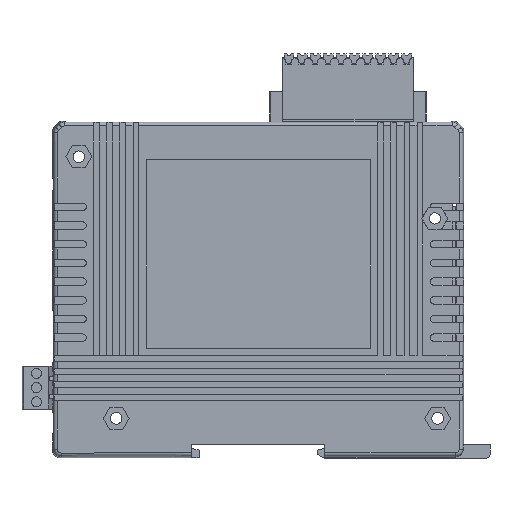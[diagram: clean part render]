
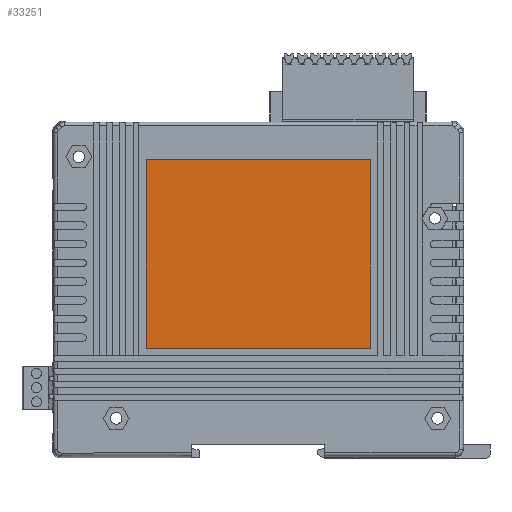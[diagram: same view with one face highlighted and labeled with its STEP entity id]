
A CAD part, left-side view. The second image highlights one B-rep face of the part: STEP entity #33251.
In plain terms, the highlighted face is planar.
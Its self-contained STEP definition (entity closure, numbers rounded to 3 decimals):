
#2337 = LINE ( 'NONE', #13840, #53803 ) ;
#4440 = LINE ( 'NONE', #23235, #92960 ) ;
#7156 = DIRECTION ( 'NONE',  ( 0., 0., 1. ) ) ;
#7562 = CARTESIAN_POINT ( 'NONE',  ( -89.392, -16.894, -70.429 ) ) ;
#12942 = ORIENTED_EDGE ( 'NONE', *, *, #72369, .F. ) ;
#13840 = CARTESIAN_POINT ( 'NONE',  ( -29.392, -16.894, -19.971 ) ) ;
#15224 = AXIS2_PLACEMENT_3D ( 'NONE', #44740, #90198, #7156 ) ;
#19577 = CARTESIAN_POINT ( 'NONE',  ( -29.392, -16.894, -70.429 ) ) ;
#20854 = DIRECTION ( 'NONE',  ( -1., 0., 0. ) ) ;
#22669 = CARTESIAN_POINT ( 'NONE',  ( -29.392, -16.894, -70.429 ) ) ;
#23235 = CARTESIAN_POINT ( 'NONE',  ( -29.392, -16.894, -19.971 ) ) ;
#25952 = FACE_OUTER_BOUND ( 'NONE', #44530, .T. ) ;
#30830 = VERTEX_POINT ( 'NONE', #7562 ) ;
#33251 = ADVANCED_FACE ( 'NONE', ( #25952 ), #52039, .T. ) ;
#36488 = LINE ( 'NONE', #74055, #54316 ) ;
#44530 = EDGE_LOOP ( 'NONE', ( #101891, #70280, #74912, #12942 ) ) ;
#44740 = CARTESIAN_POINT ( 'NONE',  ( -29.392, -16.894, -70.429 ) ) ;
#52039 = PLANE ( 'NONE',  #15224 ) ;
#53803 = VECTOR ( 'NONE', #57492, 1000. ) ;
#54316 = VECTOR ( 'NONE', #92839, 1000. ) ;
#57492 = DIRECTION ( 'NONE',  ( 0., 0., -1. ) ) ;
#58413 = LINE ( 'NONE', #22669, #115551 ) ;
#64795 = VERTEX_POINT ( 'NONE', #19577 ) ;
#65631 = EDGE_CURVE ( 'NONE', #79406, #64795, #2337, .T. ) ;
#67998 = EDGE_CURVE ( 'NONE', #69323, #30830, #36488, .T. ) ;
#68681 = DIRECTION ( 'NONE',  ( -1., 0., 0. ) ) ;
#69323 = VERTEX_POINT ( 'NONE', #93049 ) ;
#70280 = ORIENTED_EDGE ( 'NONE', *, *, #93127, .T. ) ;
#72369 = EDGE_CURVE ( 'NONE', #79406, #69323, #4440, .T. ) ;
#74055 = CARTESIAN_POINT ( 'NONE',  ( -89.392, -16.894, -19.971 ) ) ;
#74912 = ORIENTED_EDGE ( 'NONE', *, *, #67998, .F. ) ;
#79406 = VERTEX_POINT ( 'NONE', #103827 ) ;
#90198 = DIRECTION ( 'NONE',  ( 0., 1., 0. ) ) ;
#92839 = DIRECTION ( 'NONE',  ( 0., 0., -1. ) ) ;
#92960 = VECTOR ( 'NONE', #68681, 1000. ) ;
#93049 = CARTESIAN_POINT ( 'NONE',  ( -89.392, -16.894, -19.971 ) ) ;
#93127 = EDGE_CURVE ( 'NONE', #64795, #30830, #58413, .T. ) ;
#101891 = ORIENTED_EDGE ( 'NONE', *, *, #65631, .T. ) ;
#103827 = CARTESIAN_POINT ( 'NONE',  ( -29.392, -16.894, -19.971 ) ) ;
#115551 = VECTOR ( 'NONE', #20854, 1000. ) ;
